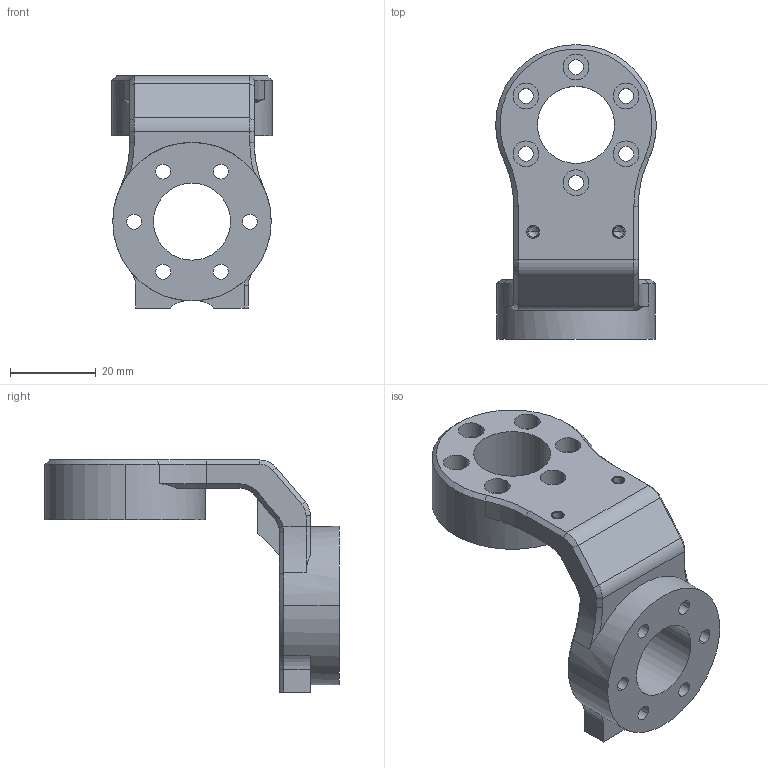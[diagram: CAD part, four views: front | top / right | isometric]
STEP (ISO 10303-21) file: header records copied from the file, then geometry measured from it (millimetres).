
FILE_DESCRIPTION (( 'STEP AP214' ), '1' );
FILE_NAME ('atom忒旋 - 萵掛 (2).STEP', '2025-04-22T09:17:42', ( 'wsy' ), ( '' ), 'SwSTEP 2.0', 'SolidWorks 2020', '' );
FILE_SCHEMA (( 'AUTOMOTIVE_DESIGN' ));
Length unit declared in the file: millimetre
Products named in the file (1): atom忒旋 - 萵掛 (2)
Bounding box: 37.5 x 68.75 x 54.17 mm (x, y, z)
Surface area: 12595.9 mm2 (no closed solid volume)
Topology: 0 solids, 5 shells, 167 faces, 414 edges, 261 vertices
Faces by surface type: cylinder 85, plane 50, cone 30, bspline 2
Entity records: 7341 total; most frequent: CARTESIAN_POINT 1441, DIRECTION 869, ORIENTED_EDGE 796, EDGE_CURVE 406, AXIS2_PLACEMENT_3D 350, VERTEX_POINT 261, EDGE_LOOP 215, CIRCLE 184
